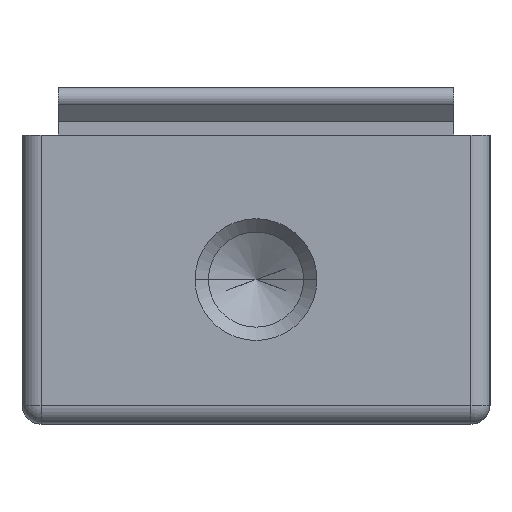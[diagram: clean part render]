
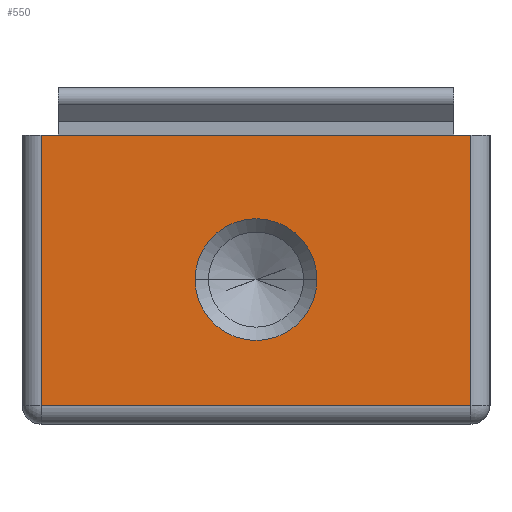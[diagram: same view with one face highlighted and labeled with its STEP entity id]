
A CAD part, left-side view. The second image highlights one B-rep face of the part: STEP entity #550.
In plain terms, the highlighted planar face has unit normal (-1, 0, 0).
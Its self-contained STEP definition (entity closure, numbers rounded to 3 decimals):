
#10=CARTESIAN_POINT('',(-91.208,-20.433,0.));
#20=DIRECTION('',(1.,0.,0.));
#30=DIRECTION('',(0.,-1.,0.));
#40=AXIS2_PLACEMENT_3D('',#10,#20,#30);
#50=PLANE('',#40);
#60=CARTESIAN_POINT('',(-91.208,-24.233,6.15));
#70=DIRECTION('',(-1.,0.,0.));
#80=DIRECTION('',(0.,0.,1.));
#90=AXIS2_PLACEMENT_3D('',#60,#70,#80);
#100=CIRCLE('',#90,1.6);
#110=CARTESIAN_POINT('',(-91.208,-24.233,7.75));
#120=VERTEX_POINT('',#110);
#130=CARTESIAN_POINT('',(-91.208,-24.233,4.55));
#140=VERTEX_POINT('',#130);
#150=EDGE_CURVE('',#120,#140,#100,.T.);
#160=ORIENTED_EDGE('',*,*,#150,.F.);
#170=EDGE_CURVE('',#140,#120,#100,.T.);
#180=ORIENTED_EDGE('',*,*,#170,.F.);
#190=EDGE_LOOP('',(#180,#160));
#200=FACE_BOUND('',#190,.T.);
#210=CARTESIAN_POINT('',(-91.208,-40.866,11.8));
#220=DIRECTION('',(0.,-1.,0.));
#230=VECTOR('',#220,1.);
#240=LINE('',#210,#230);
#250=CARTESIAN_POINT('',(-91.208,-20.433,11.8));
#260=VERTEX_POINT('',#250);
#270=CARTESIAN_POINT('',(-91.208,-27.533,11.8));
#280=VERTEX_POINT('',#270);
#290=EDGE_CURVE('',#260,#280,#240,.T.);
#300=ORIENTED_EDGE('',*,*,#290,.F.);
#310=CARTESIAN_POINT('',(-91.208,-27.533,0.));
#320=DIRECTION('',(0.,0.,1.));
#330=VECTOR('',#320,1.);
#340=LINE('',#310,#330);
#350=CARTESIAN_POINT('',(-91.208,-27.533,0.5));
#360=VERTEX_POINT('',#350);
#370=EDGE_CURVE('',#360,#280,#340,.T.);
#380=ORIENTED_EDGE('',*,*,#370,.T.);
#390=CARTESIAN_POINT('',(-91.208,-40.866,0.5));
#400=DIRECTION('',(0.,-1.,0.));
#410=VECTOR('',#400,1.);
#420=LINE('',#390,#410);
#430=CARTESIAN_POINT('',(-91.208,-20.433,0.5));
#440=VERTEX_POINT('',#430);
#450=EDGE_CURVE('',#440,#360,#420,.T.);
#460=ORIENTED_EDGE('',*,*,#450,.T.);
#470=CARTESIAN_POINT('',(-91.208,-20.433,0.));
#480=DIRECTION('',(0.,0.,1.));
#490=VECTOR('',#480,1.);
#500=LINE('',#470,#490);
#510=EDGE_CURVE('',#440,#260,#500,.T.);
#520=ORIENTED_EDGE('',*,*,#510,.F.);
#530=EDGE_LOOP('',(#520,#460,#380,#300));
#540=FACE_OUTER_BOUND('',#530,.T.);
#550=ADVANCED_FACE('',(#200,#540),#50,.F.);
